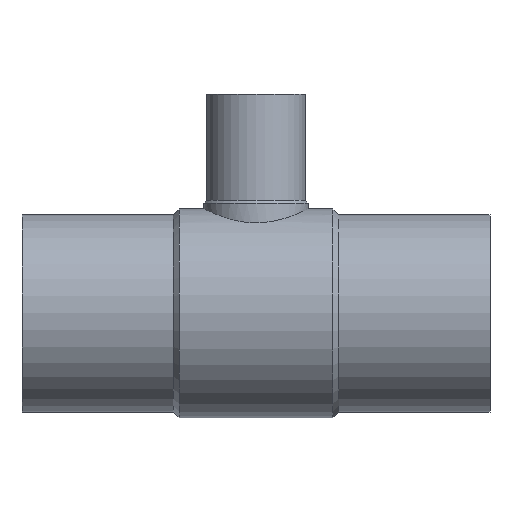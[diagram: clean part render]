
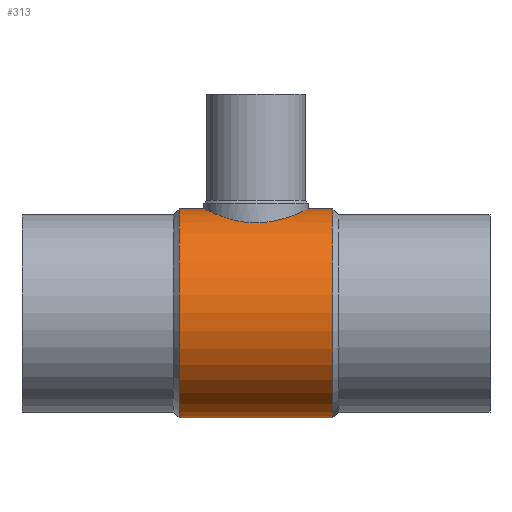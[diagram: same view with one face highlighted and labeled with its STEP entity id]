
A CAD part, top view. The second image highlights one B-rep face of the part: STEP entity #313.
In plain terms, the highlighted cylindrical face has radius 95.35 mm (diameter 190.7 mm), a partial arc.
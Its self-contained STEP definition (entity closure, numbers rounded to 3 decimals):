
#161 = EDGE_CURVE( '', #315, #191, #390, .T. );
#165 = EDGE_CURVE( '', #293, #231, #394, .T. );
#171 = VERTEX_POINT( '', #400 );
#191 = VERTEX_POINT( '', #423 );
#195 = EDGE_CURVE( '', #323, #171, #428, .T. );
#199 = EDGE_CURVE( '', #231, #315, #432, .T. );
#215 = EDGE_CURVE( '', #171, #293, #451, .T. );
#231 = VERTEX_POINT( '', #469 );
#233 = EDGE_CURVE( '', #323, #191, #471, .T. );
#293 = VERTEX_POINT( '', #539 );
#313 = ADVANCED_FACE( '', ( #560 ), #561, .T. );
#315 = VERTEX_POINT( '', #563 );
#323 = VERTEX_POINT( '', #572 );
#390 = LINE( '', #645, #646 );
#394 = LINE( '', #685, #686 );
#400 = CARTESIAN_POINT( '', ( -143.35, -95.35, 0. ) );
#423 = CARTESIAN_POINT( '', ( -283.65, 95.35, 0. ) );
#428 = LINE( '', #759, #760 );
#432 = B_SPLINE_CURVE_WITH_KNOTS( '', 3, ( #767, #768, #769, #770, #771, #772, #773, #774, #775, #776, #777, #778, #779, #780, #781, #782, #783, #784, #785, #786, #787, #788, #789, #790, #791, #792, #793, #794, #795, #796, #797, #798, #799, #800, #801, #802, #803, #804, #805, #806, #807, #808, #809, #810, #811, #812, #813, #814, #815, #816, #817, #818, #819, #820, #821, #822, #823, #824, #825, #826, #827, #828, #829, #830, #831, #832 ), .UNSPECIFIED., .F., .F., ( 4, 2, 2, 2, 2, 2, 2, 2, 2, 2, 2, 2, 2, 2, 2, 2, 2, 2, 2, 2, 2, 2, 2, 2, 2, 2, 2, 2, 2, 2, 2, 2, 4 ), ( 73.343, 77.921, 82.499, 87.077, 91.654, 96.232, 100.81, 105.387, 109.965, 114.555, 119.146, 123.736, 128.326, 132.916, 137.507, 142.097, 146.687, 151.277, 155.867, 160.458, 165.048, 169.638, 174.228, 178.819, 183.409, 187.987, 192.564, 197.142, 201.72, 206.297, 210.875, 215.453, 220.03 ), .UNSPECIFIED. );
#451 = CIRCLE( '', #858, 95.35 );
#469 = CARTESIAN_POINT( '', ( -165.8, 95.35, 0. ) );
#471 = CIRCLE( '', #918, 95.35 );
#539 = CARTESIAN_POINT( '', ( -143.35, 95.35, 0. ) );
#560 = FACE_OUTER_BOUND( '', #1094, .T. );
#561 = CYLINDRICAL_SURFACE( '', #1095, 95.35 );
#563 = CARTESIAN_POINT( '', ( -261.2, 95.35, 0. ) );
#572 = CARTESIAN_POINT( '', ( -283.65, -95.35, 0. ) );
#645 = CARTESIAN_POINT( '', ( -213.5, 95.35, 0. ) );
#646 = VECTOR( '', #1209, 1. );
#685 = CARTESIAN_POINT( '', ( -213.5, 95.35, 0. ) );
#686 = VECTOR( '', #1210, 1. );
#759 = CARTESIAN_POINT( '', ( -213.5, -95.35, 0. ) );
#760 = VECTOR( '', #1258, 1. );
#767 = CARTESIAN_POINT( '', ( -165.8, 95.35, 0. ) );
#768 = CARTESIAN_POINT( '', ( -165.8, 95.35, 1.526 ) );
#769 = CARTESIAN_POINT( '', ( -165.874, 95.313, 3.074 ) );
#770 = CARTESIAN_POINT( '', ( -166.177, 95.162, 6.183 ) );
#771 = CARTESIAN_POINT( '', ( -166.406, 95.048, 7.744 ) );
#772 = CARTESIAN_POINT( '', ( -167.023, 94.744, 10.849 ) );
#773 = CARTESIAN_POINT( '', ( -167.411, 94.554, 12.394 ) );
#774 = CARTESIAN_POINT( '', ( -168.34, 94.104, 15.439 ) );
#775 = CARTESIAN_POINT( '', ( -168.881, 93.845, 16.939 ) );
#776 = CARTESIAN_POINT( '', ( -170.107, 93.269, 19.87 ) );
#777 = CARTESIAN_POINT( '', ( -170.792, 92.951, 21.303 ) );
#778 = CARTESIAN_POINT( '', ( -172.293, 92.271, 24.078 ) );
#779 = CARTESIAN_POINT( '', ( -173.108, 91.909, 25.42 ) );
#780 = CARTESIAN_POINT( '', ( -174.85, 91.157, 27.998 ) );
#781 = CARTESIAN_POINT( '', ( -175.776, 90.767, 29.232 ) );
#782 = CARTESIAN_POINT( '', ( -177.715, 89.978, 31.576 ) );
#783 = CARTESIAN_POINT( '', ( -178.729, 89.579, 32.687 ) );
#784 = CARTESIAN_POINT( '', ( -180.816, 88.79, 34.774 ) );
#785 = CARTESIAN_POINT( '', ( -181.929, 88.385, 35.789 ) );
#786 = CARTESIAN_POINT( '', ( -184.276, 87.574, 37.73 ) );
#787 = CARTESIAN_POINT( '', ( -185.511, 87.168, 38.656 ) );
#788 = CARTESIAN_POINT( '', ( -188.087, 86.375, 40.397 ) );
#789 = CARTESIAN_POINT( '', ( -189.429, 85.988, 41.211 ) );
#790 = CARTESIAN_POINT( '', ( -192.201, 85.254, 42.71 ) );
#791 = CARTESIAN_POINT( '', ( -193.631, 84.906, 43.394 ) );
#792 = CARTESIAN_POINT( '', ( -196.558, 84.269, 44.618 ) );
#793 = CARTESIAN_POINT( '', ( -198.056, 83.98, 45.159 ) );
#794 = CARTESIAN_POINT( '', ( -201.098, 83.474, 46.087 ) );
#795 = CARTESIAN_POINT( '', ( -202.641, 83.258, 46.474 ) );
#796 = CARTESIAN_POINT( '', ( -205.746, 82.91, 47.092 ) );
#797 = CARTESIAN_POINT( '', ( -207.307, 82.778, 47.322 ) );
#798 = CARTESIAN_POINT( '', ( -210.419, 82.604, 47.626 ) );
#799 = CARTESIAN_POINT( '', ( -211.97, 82.561, 47.7 ) );
#800 = CARTESIAN_POINT( '', ( -215.03, 82.561, 47.7 ) );
#801 = CARTESIAN_POINT( '', ( -216.581, 82.604, 47.626 ) );
#802 = CARTESIAN_POINT( '', ( -219.693, 82.778, 47.322 ) );
#803 = CARTESIAN_POINT( '', ( -221.254, 82.91, 47.092 ) );
#804 = CARTESIAN_POINT( '', ( -224.359, 83.258, 46.474 ) );
#805 = CARTESIAN_POINT( '', ( -225.902, 83.474, 46.087 ) );
#806 = CARTESIAN_POINT( '', ( -228.944, 83.98, 45.159 ) );
#807 = CARTESIAN_POINT( '', ( -230.442, 84.269, 44.618 ) );
#808 = CARTESIAN_POINT( '', ( -233.369, 84.906, 43.394 ) );
#809 = CARTESIAN_POINT( '', ( -234.799, 85.254, 42.71 ) );
#810 = CARTESIAN_POINT( '', ( -237.571, 85.988, 41.211 ) );
#811 = CARTESIAN_POINT( '', ( -238.913, 86.375, 40.397 ) );
#812 = CARTESIAN_POINT( '', ( -241.489, 87.168, 38.656 ) );
#813 = CARTESIAN_POINT( '', ( -242.724, 87.574, 37.73 ) );
#814 = CARTESIAN_POINT( '', ( -245.071, 88.385, 35.789 ) );
#815 = CARTESIAN_POINT( '', ( -246.184, 88.79, 34.774 ) );
#816 = CARTESIAN_POINT( '', ( -248.271, 89.579, 32.687 ) );
#817 = CARTESIAN_POINT( '', ( -249.285, 89.978, 31.576 ) );
#818 = CARTESIAN_POINT( '', ( -251.224, 90.767, 29.232 ) );
#819 = CARTESIAN_POINT( '', ( -252.15, 91.157, 27.998 ) );
#820 = CARTESIAN_POINT( '', ( -253.892, 91.909, 25.42 ) );
#821 = CARTESIAN_POINT( '', ( -254.707, 92.271, 24.078 ) );
#822 = CARTESIAN_POINT( '', ( -256.208, 92.951, 21.303 ) );
#823 = CARTESIAN_POINT( '', ( -256.893, 93.269, 19.87 ) );
#824 = CARTESIAN_POINT( '', ( -258.119, 93.845, 16.939 ) );
#825 = CARTESIAN_POINT( '', ( -258.66, 94.104, 15.439 ) );
#826 = CARTESIAN_POINT( '', ( -259.589, 94.554, 12.394 ) );
#827 = CARTESIAN_POINT( '', ( -259.977, 94.744, 10.849 ) );
#828 = CARTESIAN_POINT( '', ( -260.594, 95.048, 7.744 ) );
#829 = CARTESIAN_POINT( '', ( -260.823, 95.162, 6.183 ) );
#830 = CARTESIAN_POINT( '', ( -261.126, 95.313, 3.074 ) );
#831 = CARTESIAN_POINT( '', ( -261.2, 95.35, 1.526 ) );
#832 = CARTESIAN_POINT( '', ( -261.2, 95.35, 0. ) );
#858 = AXIS2_PLACEMENT_3D( '', #1285, #1286, #1287 );
#918 = AXIS2_PLACEMENT_3D( '', #1314, #1315, #1316 );
#1094 = EDGE_LOOP( '', ( #1411, #1412, #1413, #1414, #1415, #1416 ) );
#1095 = AXIS2_PLACEMENT_3D( '', #1417, #1418, #1419 );
#1209 = DIRECTION( '', ( -1., 0., 0. ) );
#1210 = DIRECTION( '', ( -1., 0., 0. ) );
#1258 = DIRECTION( '', ( 1., 0., 0. ) );
#1285 = CARTESIAN_POINT( '', ( -143.35, 0., 0. ) );
#1286 = DIRECTION( '', ( -1., 0., 0. ) );
#1287 = DIRECTION( '', ( 0., 1., 0. ) );
#1314 = CARTESIAN_POINT( '', ( -283.65, 0., 0. ) );
#1315 = DIRECTION( '', ( -1., 0., 0. ) );
#1316 = DIRECTION( '', ( 0., 1., 0. ) );
#1411 = ORIENTED_EDGE( '', *, *, #165, .T. );
#1412 = ORIENTED_EDGE( '', *, *, #199, .T. );
#1413 = ORIENTED_EDGE( '', *, *, #161, .T. );
#1414 = ORIENTED_EDGE( '', *, *, #233, .F. );
#1415 = ORIENTED_EDGE( '', *, *, #195, .T. );
#1416 = ORIENTED_EDGE( '', *, *, #215, .T. );
#1417 = CARTESIAN_POINT( '', ( -213.5, 0., 0. ) );
#1418 = DIRECTION( '', ( 1., 0., 0. ) );
#1419 = DIRECTION( '', ( 0., 1., 0. ) );
